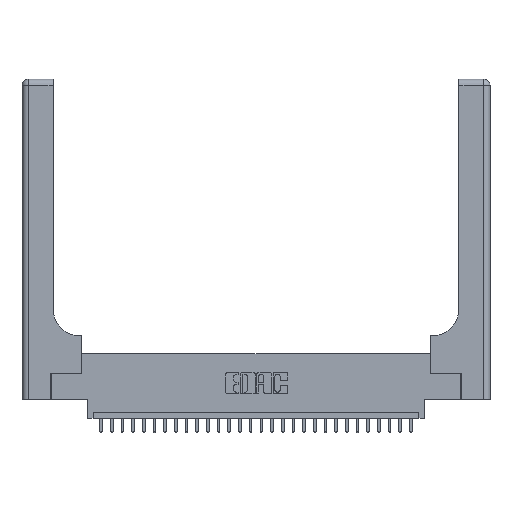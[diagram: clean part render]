
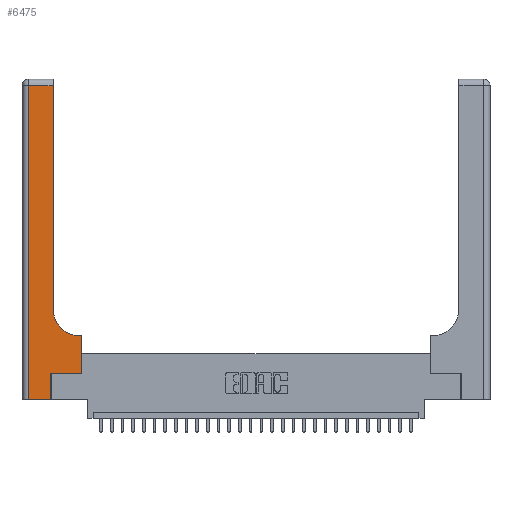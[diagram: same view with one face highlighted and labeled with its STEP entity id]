
A CAD part, top view. The second image highlights one B-rep face of the part: STEP entity #6475.
In plain terms, the highlighted planar face has unit normal (0, 0, 1).
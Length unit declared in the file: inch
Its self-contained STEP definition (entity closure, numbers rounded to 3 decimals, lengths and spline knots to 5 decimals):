
#222 = DIRECTION ( 'NONE',  ( 0., 1., 0. ) ) ;
#399 = CARTESIAN_POINT ( 'NONE',  ( 0.06, 2.94, 0.37 ) ) ;
#675 = ORIENTED_EDGE ( 'NONE', *, *, #7775, .T. ) ;
#756 = ORIENTED_EDGE ( 'NONE', *, *, #21458, .T. ) ;
#852 = DIRECTION ( 'NONE',  ( 0., 0., -1. ) ) ;
#1193 = DIRECTION ( 'NONE',  ( -1., 0., 0. ) ) ;
#2308 = VERTEX_POINT ( 'NONE', #19201 ) ;
#4610 = CIRCLE ( 'NONE', #14620, 0.25 ) ;
#4879 = CARTESIAN_POINT ( 'NONE',  ( 0.06, 0., 0.37 ) ) ;
#5085 = LINE ( 'NONE', #19512, #29368 ) ;
#5160 = EDGE_CURVE ( 'NONE', #24831, #12430, #22237, .T. ) ;
#5202 = CARTESIAN_POINT ( 'NONE',  ( 0.269, 0.25, 0.37 ) ) ;
#6034 = VECTOR ( 'NONE', #25976, 39.37008 ) ;
#6051 = CARTESIAN_POINT ( 'NONE',  ( 0.2915, 0.6, 0.37 ) ) ;
#6475 = ADVANCED_FACE ( 'NONE', ( #9713 ), #10226, .F. ) ;
#6773 = LINE ( 'NONE', #10030, #6034 ) ;
#6874 = VECTOR ( 'NONE', #15695, 39.37008 ) ;
#7080 = CARTESIAN_POINT ( 'NONE',  ( 0.2915, 2.94, 0.37 ) ) ;
#7596 = ORIENTED_EDGE ( 'NONE', *, *, #23498, .T. ) ;
#7775 = EDGE_CURVE ( 'NONE', #27911, #26099, #6773, .T. ) ;
#7778 = LINE ( 'NONE', #5202, #15592 ) ;
#7856 = DIRECTION ( 'NONE',  ( 0., 0., -1. ) ) ;
#8477 = CARTESIAN_POINT ( 'NONE',  ( 0.5585, 0.6, 0.37 ) ) ;
#9311 = ORIENTED_EDGE ( 'NONE', *, *, #5160, .T. ) ;
#9323 = EDGE_CURVE ( 'NONE', #23639, #19240, #7778, .T. ) ;
#9421 = LINE ( 'NONE', #13792, #29019 ) ;
#9440 = VECTOR ( 'NONE', #24050, 39.37008 ) ;
#9713 = FACE_OUTER_BOUND ( 'NONE', #18948, .T. ) ;
#10030 = CARTESIAN_POINT ( 'NONE',  ( 0.06, 3., 0.37 ) ) ;
#10042 = LINE ( 'NONE', #13846, #17834 ) ;
#10174 = CARTESIAN_POINT ( 'NONE',  ( 0.5415, 0.6, 0.37 ) ) ;
#10226 = PLANE ( 'NONE',  #13070 ) ;
#10559 = ORIENTED_EDGE ( 'NONE', *, *, #14652, .T. ) ;
#12430 = VERTEX_POINT ( 'NONE', #10174 ) ;
#12547 = DIRECTION ( 'NONE',  ( -1., 0., 0. ) ) ;
#12600 = EDGE_CURVE ( 'NONE', #2308, #17949, #5085, .T. ) ;
#13070 = AXIS2_PLACEMENT_3D ( 'NONE', #19162, #7856, #12547 ) ;
#13792 = CARTESIAN_POINT ( 'NONE',  ( 0.5585, 0.25, 0.37 ) ) ;
#13846 = CARTESIAN_POINT ( 'NONE',  ( 0., 2.94, 0.37 ) ) ;
#14620 = AXIS2_PLACEMENT_3D ( 'NONE', #23467, #852, #23981 ) ;
#14652 = EDGE_CURVE ( 'NONE', #12430, #2308, #4610, .T. ) ;
#15592 = VECTOR ( 'NONE', #16171, 39.37008 ) ;
#15642 = EDGE_CURVE ( 'NONE', #27771, #23639, #23242, .T. ) ;
#15695 = DIRECTION ( 'NONE',  ( 0., 1., 0. ) ) ;
#16171 = DIRECTION ( 'NONE',  ( 1., 0., 0. ) ) ;
#17265 = CARTESIAN_POINT ( 'NONE',  ( 0.5585, 0.25, 0.37 ) ) ;
#17834 = VECTOR ( 'NONE', #24823, 39.37008 ) ;
#17949 = VERTEX_POINT ( 'NONE', #7080 ) ;
#18099 = CARTESIAN_POINT ( 'NONE',  ( 0.269, 0., 0.37 ) ) ;
#18948 = EDGE_LOOP ( 'NONE', ( #23532, #7596, #675, #26836, #20891, #21614, #756, #9311, #10559 ) ) ;
#19162 = CARTESIAN_POINT ( 'NONE',  ( 0., 3., 0.37 ) ) ;
#19201 = CARTESIAN_POINT ( 'NONE',  ( 0.2915, 0.85, 0.37 ) ) ;
#19240 = VERTEX_POINT ( 'NONE', #17265 ) ;
#19512 = CARTESIAN_POINT ( 'NONE',  ( 0.2915, 3., 0.37 ) ) ;
#19725 = VECTOR ( 'NONE', #1193, 39.37008 ) ;
#20073 = EDGE_CURVE ( 'NONE', #26099, #27771, #22607, .T. ) ;
#20891 = ORIENTED_EDGE ( 'NONE', *, *, #15642, .T. ) ;
#21458 = EDGE_CURVE ( 'NONE', #19240, #24831, #9421, .T. ) ;
#21614 = ORIENTED_EDGE ( 'NONE', *, *, #9323, .T. ) ;
#21815 = DIRECTION ( 'NONE',  ( 0., 1., 0. ) ) ;
#22237 = LINE ( 'NONE', #6051, #19725 ) ;
#22607 = LINE ( 'NONE', #24879, #9440 ) ;
#23242 = LINE ( 'NONE', #27078, #6874 ) ;
#23467 = CARTESIAN_POINT ( 'NONE',  ( 0.5415, 0.85, 0.37 ) ) ;
#23498 = EDGE_CURVE ( 'NONE', #17949, #27911, #10042, .T. ) ;
#23532 = ORIENTED_EDGE ( 'NONE', *, *, #12600, .T. ) ;
#23639 = VERTEX_POINT ( 'NONE', #27188 ) ;
#23981 = DIRECTION ( 'NONE',  ( 1., 0., 0. ) ) ;
#24050 = DIRECTION ( 'NONE',  ( 1., 0., 0. ) ) ;
#24823 = DIRECTION ( 'NONE',  ( -1., 0., 0. ) ) ;
#24831 = VERTEX_POINT ( 'NONE', #8477 ) ;
#24879 = CARTESIAN_POINT ( 'NONE',  ( 0., 0., 0.37 ) ) ;
#25976 = DIRECTION ( 'NONE',  ( 0., -1., 0. ) ) ;
#26099 = VERTEX_POINT ( 'NONE', #4879 ) ;
#26836 = ORIENTED_EDGE ( 'NONE', *, *, #20073, .T. ) ;
#27078 = CARTESIAN_POINT ( 'NONE',  ( 0.269, 0., 0.37 ) ) ;
#27188 = CARTESIAN_POINT ( 'NONE',  ( 0.269, 0.25, 0.37 ) ) ;
#27771 = VERTEX_POINT ( 'NONE', #18099 ) ;
#27911 = VERTEX_POINT ( 'NONE', #399 ) ;
#29019 = VECTOR ( 'NONE', #222, 39.37008 ) ;
#29368 = VECTOR ( 'NONE', #21815, 39.37008 ) ;
